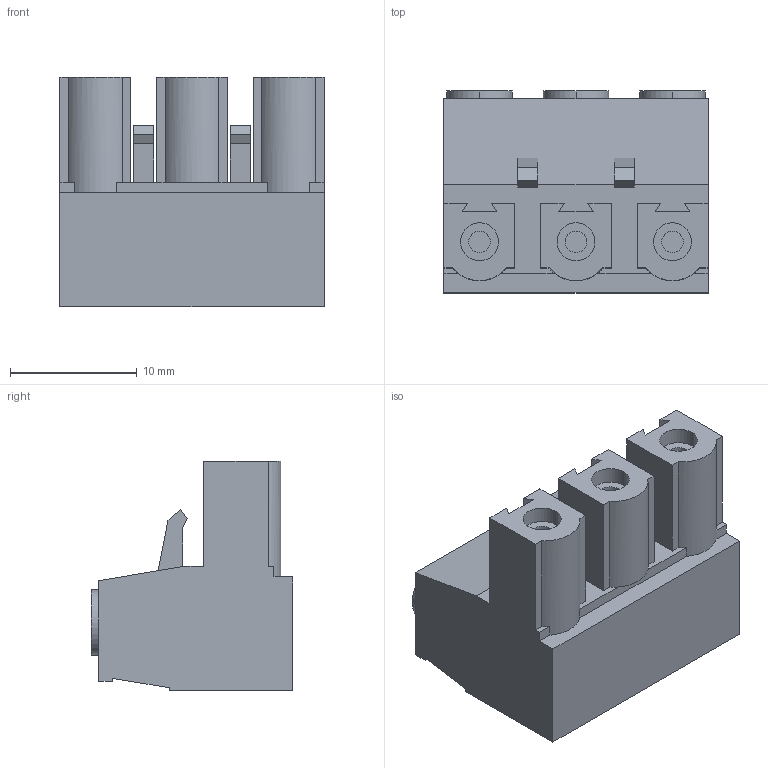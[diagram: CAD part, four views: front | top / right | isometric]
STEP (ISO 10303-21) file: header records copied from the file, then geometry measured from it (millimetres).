
FILE_DESCRIPTION (( 'STEP AP203' ), '1' );
FILE_NAME ('SOKETLI BASKILI DEVRE KLEMENSI - 7,62 MM DISI - 3 LI.STEP', '2018-09-19T13:30:37', ( 'user' ), ( '' ), 'SwSTEP 2.0', 'SolidWorks 2016', '' );
FILE_SCHEMA (( 'CONFIG_CONTROL_DESIGN' ));
Length unit declared in the file: millimetre
Products named in the file (1): SOKETLI BASKILI DEVRE KLEMENSI  - 7,62 MM DISI - 3 LI
Bounding box: 20.87 x 15.95 x 18.15 mm (x, y, z)
Volume: 3361.4 mm3; surface area: 2587.1 mm2
Topology: 1 solids, 1 shells, 141 faces, 355 edges, 236 vertices
Faces by surface type: plane 114, cylinder 27
Entity records: 4282 total; most frequent: CARTESIAN_POINT 733, DIRECTION 711, ORIENTED_EDGE 710, EDGE_CURVE 355, VECTOR 283, LINE 283, VERTEX_POINT 236, AXIS2_PLACEMENT_3D 214
